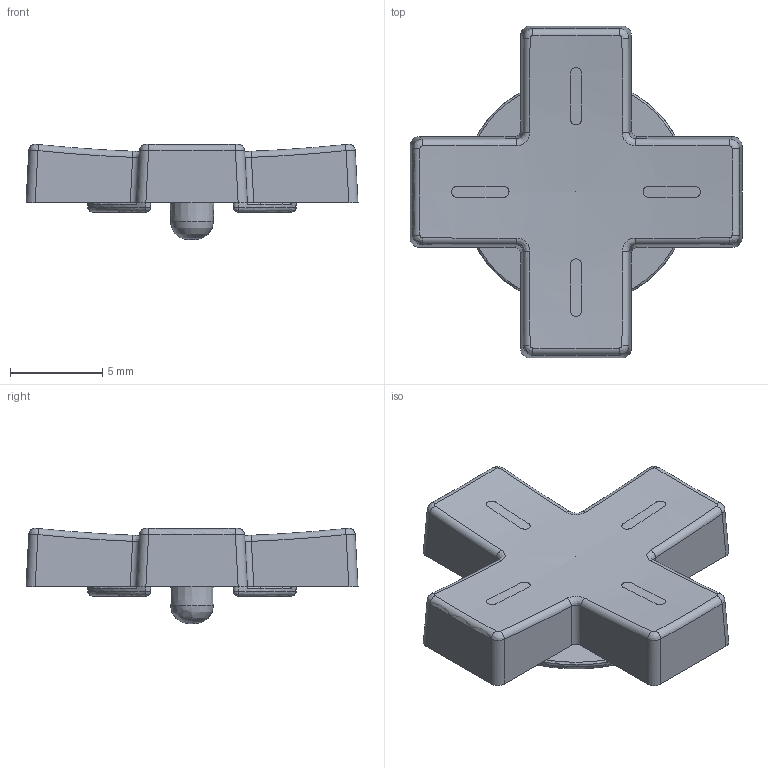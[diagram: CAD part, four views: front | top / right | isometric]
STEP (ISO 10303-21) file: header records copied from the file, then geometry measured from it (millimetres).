
FILE_DESCRIPTION(/* description */ (''),/* implementation_level */ '2;1');
FILE_NAME(/* name */ 'D-Pad.step',/* time_stamp */ '2023-11-09T18:19:26-08:00',/* author */ (''),/* organization */ (''),/* preprocessor_version */ 'ST-DEVELOPER v20',/* originating_system */ 'Autodesk Translation Framework v12.14.0.127',/* authorisation */ '');
FILE_SCHEMA (('AUTOMOTIVE_DESIGN { 1 0 10303 214 3 1 1 }'));
Length unit declared in the file: millimetre
Products named in the file (3): DSL_Dpad_Dual; Outer; Core
Assembly tree (2 placements, depth 2):
  DSL_Dpad_Dual
    Outer
    Core
Bounding box: 18 x 18 x 5.17 mm (x, y, z)
Volume: 506.9 mm3; surface area: 1038 mm2
Topology: 2 solids, 2 shells, 267 faces, 715 edges, 445 vertices
Faces by surface type: plane 108, bspline 49, cone 47, cylinder 36, torus 20, sphere 7
Entity records: 11518 total; most frequent: CARTESIAN_POINT 5231, ORIENTED_EDGE 1404, DIRECTION 1151, EDGE_CURVE 702, VERTEX_POINT 445, AXIS2_PLACEMENT_3D 444, EDGE_LOOP 283, FACE_OUTER_BOUND 267
